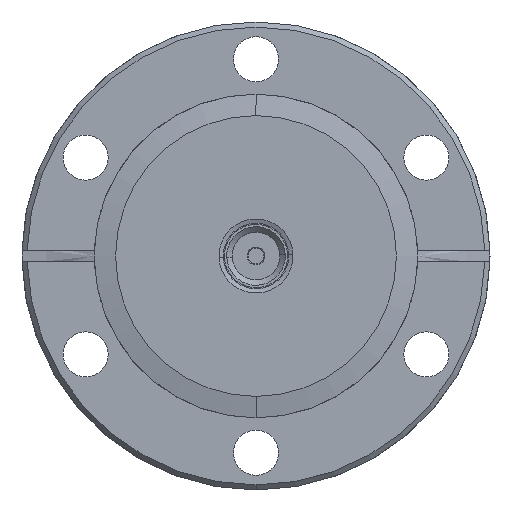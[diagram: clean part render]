
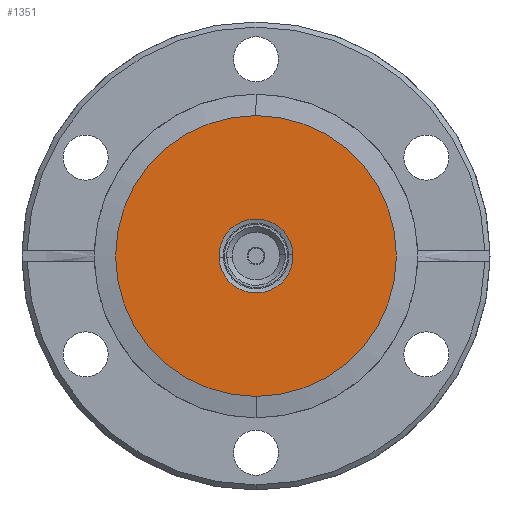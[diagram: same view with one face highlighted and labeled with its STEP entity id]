
A CAD part, front view. The second image highlights one B-rep face of the part: STEP entity #1351.
In plain terms, the highlighted planar face has unit normal (0, -1, 0).
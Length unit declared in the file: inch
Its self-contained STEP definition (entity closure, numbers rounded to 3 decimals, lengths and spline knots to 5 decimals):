
#121 = VERTEX_POINT ( 'NONE', #612 ) ;
#124 = VERTEX_POINT ( 'NONE', #608 ) ;
#430 = CARTESIAN_POINT ( 'NONE',  ( 0., 0., 0. ) ) ;
#431 = DIRECTION ( 'NONE',  ( 0., 1., 0. ) ) ;
#432 = DIRECTION ( 'NONE',  ( -0.999, 0., -0.046 ) ) ;
#508 = CARTESIAN_POINT ( 'NONE',  ( 0., 0., 0. ) ) ;
#509 = DIRECTION ( 'NONE',  ( 0., -1., 0. ) ) ;
#510 = DIRECTION ( 'NONE',  ( 0., 0., 1. ) ) ;
#511 = CARTESIAN_POINT ( 'NONE',  ( 0., 0., 0. ) ) ;
#563 = EDGE_LOOP ( 'NONE', ( #2543, #2631 ) ) ;
#564 = EDGE_LOOP ( 'NONE', ( #2532, #2615 ) ) ;
#608 = CARTESIAN_POINT ( 'NONE',  ( 0., 0., 0.825 ) ) ;
#612 = CARTESIAN_POINT ( 'NONE',  ( 0., 0., -0.825 ) ) ;
#839 = DIRECTION ( 'NONE',  ( -0.999, 0., -0.046 ) ) ;
#1083 = AXIS2_PLACEMENT_3D ( 'NONE', #511, #1217, #839 ) ;
#1084 = AXIS2_PLACEMENT_3D ( 'NONE', #508, #509, #510 ) ;
#1100 = AXIS2_PLACEMENT_3D ( 'NONE', #430, #431, #432 ) ;
#1191 = CARTESIAN_POINT ( 'NONE',  ( 0., 0., 0. ) ) ;
#1192 = DIRECTION ( 'NONE',  ( 0., -1., 0. ) ) ;
#1193 = DIRECTION ( 'NONE',  ( 0., 0., 1. ) ) ;
#1217 = DIRECTION ( 'NONE',  ( 0., 1., 0. ) ) ;
#1221 = VERTEX_POINT ( 'NONE', #3043 ) ;
#1222 = VERTEX_POINT ( 'NONE', #3035 ) ;
#1351 = ADVANCED_FACE ( 'NONE', ( #1568, #1578 ), #2002, .T. ) ;
#1510 = EDGE_CURVE ( 'NONE', #121, #124, #2761, .T. ) ;
#1568 = FACE_OUTER_BOUND ( 'NONE', #563, .T. ) ;
#1578 = FACE_BOUND ( 'NONE', #564, .T. ) ;
#1722 = CIRCLE ( 'NONE', #1100, 0.2175 ) ;
#1774 = CIRCLE ( 'NONE', #1084, 0.825 ) ;
#1776 = CIRCLE ( 'NONE', #1083, 0.2175 ) ;
#1999 = CARTESIAN_POINT ( 'NONE',  ( 0.825, 0., 0. ) ) ;
#2002 = PLANE ( 'NONE',  #2912 ) ;
#2004 = DIRECTION ( 'NONE',  ( 0., -1., 0. ) ) ;
#2005 = DIRECTION ( 'NONE',  ( 0., 0., 1. ) ) ;
#2310 = EDGE_CURVE ( 'NONE', #1221, #1222, #1722, .T. ) ;
#2342 = EDGE_CURVE ( 'NONE', #124, #121, #1774, .T. ) ;
#2343 = EDGE_CURVE ( 'NONE', #1222, #1221, #1776, .T. ) ;
#2532 = ORIENTED_EDGE ( 'NONE', *, *, #2310, .T. ) ;
#2543 = ORIENTED_EDGE ( 'NONE', *, *, #2342, .T. ) ;
#2615 = ORIENTED_EDGE ( 'NONE', *, *, #2343, .T. ) ;
#2631 = ORIENTED_EDGE ( 'NONE', *, *, #1510, .T. ) ;
#2761 = CIRCLE ( 'NONE', #2813, 0.825 ) ;
#2813 = AXIS2_PLACEMENT_3D ( 'NONE', #1191, #1192, #1193 ) ;
#2912 = AXIS2_PLACEMENT_3D ( 'NONE', #1999, #2004, #2005 ) ;
#3035 = CARTESIAN_POINT ( 'NONE',  ( 0.21727, 0., 0.01009 ) ) ;
#3043 = CARTESIAN_POINT ( 'NONE',  ( -0.21727, 0., -0.01009 ) ) ;
